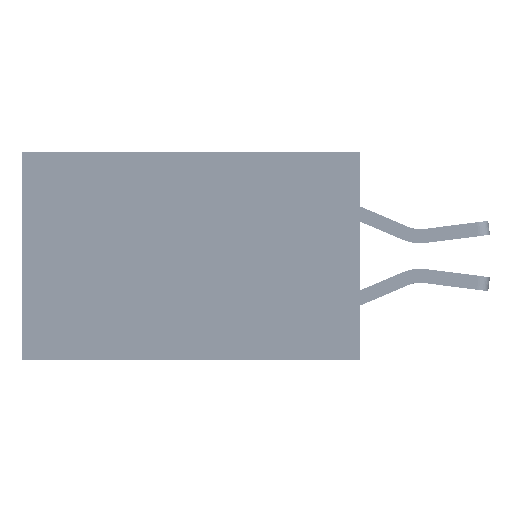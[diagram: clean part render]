
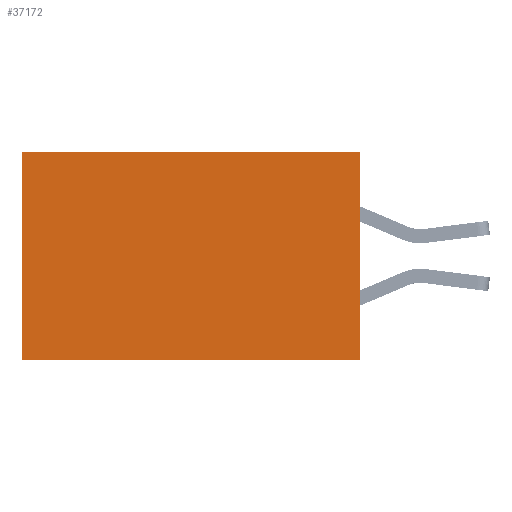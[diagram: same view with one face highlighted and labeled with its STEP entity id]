
A CAD part, left-side view. The second image highlights one B-rep face of the part: STEP entity #37172.
In plain terms, the highlighted planar face has unit normal (-1, 0, 0).
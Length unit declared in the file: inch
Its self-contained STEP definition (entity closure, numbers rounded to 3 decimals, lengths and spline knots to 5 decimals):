
#1761 = EDGE_CURVE ( 'NONE', #37520, #25528, #25515, .T. ) ;
#4744 = CARTESIAN_POINT ( 'NONE',  ( 0.2875, 0.6, 0. ) ) ;
#6710 = EDGE_CURVE ( 'NONE', #25528, #37170, #42704, .T. ) ;
#7884 = CARTESIAN_POINT ( 'NONE',  ( 0.2875, 0.6, 0. ) ) ;
#8739 = ORIENTED_EDGE ( 'NONE', *, *, #1761, .F. ) ;
#9462 = VERTEX_POINT ( 'NONE', #4744 ) ;
#10601 = VECTOR ( 'NONE', #22188, 39.37008 ) ;
#10826 = DIRECTION ( 'NONE',  ( 0., 0., -1. ) ) ;
#12751 = EDGE_LOOP ( 'NONE', ( #36320, #45853, #8739, #19334 ) ) ;
#13195 = VECTOR ( 'NONE', #19495, 39.37008 ) ;
#14747 = CARTESIAN_POINT ( 'NONE',  ( 0.2875, 0.6, -0.37 ) ) ;
#15072 = PLANE ( 'NONE',  #35903 ) ;
#16630 = EDGE_CURVE ( 'NONE', #9462, #37170, #20605, .T. ) ;
#18866 = CARTESIAN_POINT ( 'NONE',  ( 0.2875, 0., 0. ) ) ;
#19334 = ORIENTED_EDGE ( 'NONE', *, *, #41218, .T. ) ;
#19495 = DIRECTION ( 'NONE',  ( 0., 0., -1. ) ) ;
#20605 = LINE ( 'NONE', #7884, #10601 ) ;
#22188 = DIRECTION ( 'NONE',  ( 0., 0., -1. ) ) ;
#22746 = CARTESIAN_POINT ( 'NONE',  ( 0.2875, 0., -0.37 ) ) ;
#24083 = DIRECTION ( 'NONE',  ( 0., 1., 0. ) ) ;
#24435 = CARTESIAN_POINT ( 'NONE',  ( 0.2875, 0., 0. ) ) ;
#25515 = LINE ( 'NONE', #26410, #13195 ) ;
#25528 = VERTEX_POINT ( 'NONE', #22746 ) ;
#26410 = CARTESIAN_POINT ( 'NONE',  ( 0.2875, 0., 0. ) ) ;
#26844 = VECTOR ( 'NONE', #42989, 39.37008 ) ;
#28150 = FACE_OUTER_BOUND ( 'NONE', #12751, .T. ) ;
#34706 = CARTESIAN_POINT ( 'NONE',  ( 0.2875, 0., 0. ) ) ;
#35436 = CARTESIAN_POINT ( 'NONE',  ( 0.2875, 0., -0.37 ) ) ;
#35903 = AXIS2_PLACEMENT_3D ( 'NONE', #18866, #44920, #10826 ) ;
#36320 = ORIENTED_EDGE ( 'NONE', *, *, #16630, .T. ) ;
#37170 = VERTEX_POINT ( 'NONE', #14747 ) ;
#37172 = ADVANCED_FACE ( 'NONE', ( #28150 ), #15072, .F. ) ;
#37520 = VERTEX_POINT ( 'NONE', #24435 ) ;
#40367 = LINE ( 'NONE', #34706, #48621 ) ;
#41218 = EDGE_CURVE ( 'NONE', #37520, #9462, #40367, .T. ) ;
#42704 = LINE ( 'NONE', #35436, #26844 ) ;
#42989 = DIRECTION ( 'NONE',  ( 0., 1., 0. ) ) ;
#44920 = DIRECTION ( 'NONE',  ( 1., 0., 0. ) ) ;
#45853 = ORIENTED_EDGE ( 'NONE', *, *, #6710, .F. ) ;
#48621 = VECTOR ( 'NONE', #24083, 39.37008 ) ;
